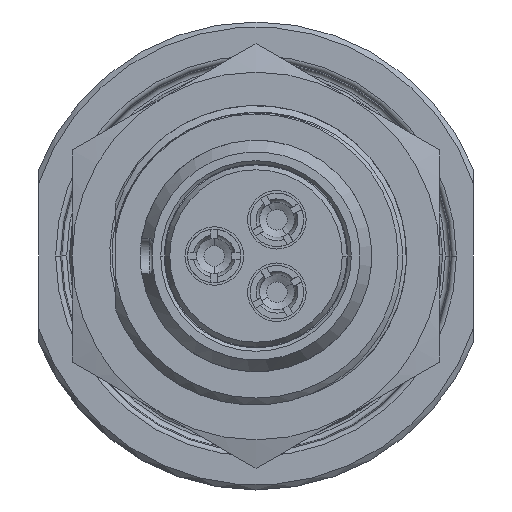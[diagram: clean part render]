
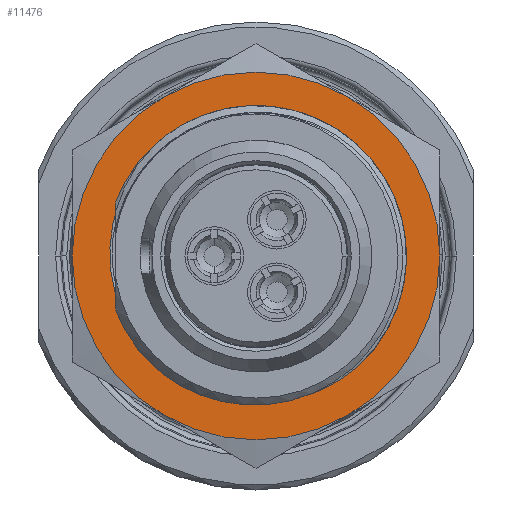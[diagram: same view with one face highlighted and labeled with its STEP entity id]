
A CAD part, left-side view. The second image highlights one B-rep face of the part: STEP entity #11476.
In plain terms, the highlighted planar face has unit normal (-1, 0, 0).
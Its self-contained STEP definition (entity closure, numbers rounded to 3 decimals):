
#1213=CARTESIAN_POINT('',(11.5,0.,0.));
#1214=DIRECTION('',(1.,0.,0.));
#1215=DIRECTION('',(0.,-0.5,0.866));
#1216=AXIS2_PLACEMENT_3D('',#1213,#1214,#1215);
#1218=CARTESIAN_POINT('',(11.5,0.,0.));
#1219=DIRECTION('',(1.,0.,0.));
#1220=DIRECTION('',(0.,-1.,0.));
#1221=AXIS2_PLACEMENT_3D('',#1218,#1219,#1220);
#1223=CARTESIAN_POINT('',(11.5,0.,0.));
#1224=DIRECTION('',(1.,0.,0.));
#1225=DIRECTION('',(0.,0.5,-0.866));
#1226=AXIS2_PLACEMENT_3D('',#1223,#1224,#1225);
#1228=CARTESIAN_POINT('',(11.5,0.,0.));
#1229=DIRECTION('',(1.,0.,0.));
#1230=DIRECTION('',(0.,1.,0.));
#1231=AXIS2_PLACEMENT_3D('',#1228,#1229,#1230);
#1233=CARTESIAN_POINT('',(11.5,0.,9.));
#1234=CARTESIAN_POINT('',(11.5,-0.284,8.995));
#1235=CARTESIAN_POINT('',(11.5,-0.849,8.958));
#1236=CARTESIAN_POINT('',(11.5,-1.687,8.823));
#1237=CARTESIAN_POINT('',(11.5,-2.508,8.61));
#1238=CARTESIAN_POINT('',(11.5,-3.304,8.32));
#1239=CARTESIAN_POINT('',(11.5,-3.812,8.079));
#1240=CARTESIAN_POINT('',(11.5,-4.061,7.946));
#1242=CARTESIAN_POINT('',(11.5,5.49,-6.623));
#1243=CARTESIAN_POINT('',(11.5,5.731,-6.43));
#1244=CARTESIAN_POINT('',(11.5,6.19,-6.022));
#1245=CARTESIAN_POINT('',(11.5,6.812,-5.337));
#1246=CARTESIAN_POINT('',(11.5,7.357,-4.588));
#1247=CARTESIAN_POINT('',(11.5,7.821,-3.785));
#1248=CARTESIAN_POINT('',(11.5,8.196,-2.935));
#1249=CARTESIAN_POINT('',(11.5,8.479,-2.049));
#1250=CARTESIAN_POINT('',(11.5,8.666,-1.135));
#1251=CARTESIAN_POINT('',(11.5,8.755,-0.206));
#1252=CARTESIAN_POINT('',(11.5,8.745,0.728));
#1253=CARTESIAN_POINT('',(11.5,8.635,1.657));
#1254=CARTESIAN_POINT('',(11.5,8.426,2.572));
#1255=CARTESIAN_POINT('',(11.5,8.121,3.459));
#1256=CARTESIAN_POINT('',(11.5,7.723,4.311));
#1257=CARTESIAN_POINT('',(11.5,7.235,5.116));
#1258=CARTESIAN_POINT('',(11.5,6.664,5.867));
#1259=CARTESIAN_POINT('',(11.5,6.016,6.554));
#1260=CARTESIAN_POINT('',(11.5,5.297,7.168));
#1261=CARTESIAN_POINT('',(11.5,4.517,7.704));
#1262=CARTESIAN_POINT('',(11.5,3.682,8.155));
#1263=CARTESIAN_POINT('',(11.5,2.803,8.516));
#1264=CARTESIAN_POINT('',(11.5,1.89,8.781));
#1265=CARTESIAN_POINT('',(11.5,0.952,8.949));
#1266=CARTESIAN_POINT('',(11.5,0.319,8.994));
#1267=CARTESIAN_POINT('',(11.5,0.,9.));
#1269=CARTESIAN_POINT('',(11.5,0.,0.));
#1270=DIRECTION('',(-1.,0.,0.));
#1271=DIRECTION('',(0.,-0.5,0.866));
#1272=AXIS2_PLACEMENT_3D('',#1269,#1270,#1271);
#1411=CARTESIAN_POINT('',(11.5,0.,0.));
#1412=DIRECTION('',(-1.,0.,0.));
#1413=DIRECTION('',(0.,0.5,-0.866));
#1414=AXIS2_PLACEMENT_3D('',#1411,#1412,#1413);
#1416=CARTESIAN_POINT('',(11.5,0.,0.));
#1417=DIRECTION('',(1.,0.,0.));
#1418=DIRECTION('',(0.,-0.682,0.731));
#1419=AXIS2_PLACEMENT_3D('',#1416,#1417,#1418);
#1476=CARTESIAN_POINT('',(11.5,-6.14,-6.58));
#1477=CARTESIAN_POINT('',(11.5,-5.908,-6.784));
#1478=CARTESIAN_POINT('',(11.5,-5.426,-7.165));
#1479=CARTESIAN_POINT('',(11.5,-4.649,-7.658));
#1480=CARTESIAN_POINT('',(11.5,-3.828,-8.069));
#1481=CARTESIAN_POINT('',(11.5,-2.968,-8.393));
#1482=CARTESIAN_POINT('',(11.5,-2.087,-8.625));
#1483=CARTESIAN_POINT('',(11.5,-1.183,-8.766));
#1484=CARTESIAN_POINT('',(11.5,-0.276,-8.813));
#1485=CARTESIAN_POINT('',(11.5,0.63,-8.766));
#1486=CARTESIAN_POINT('',(11.5,1.527,-8.626));
#1487=CARTESIAN_POINT('',(11.5,2.397,-8.396));
#1488=CARTESIAN_POINT('',(11.5,3.242,-8.077));
#1489=CARTESIAN_POINT('',(11.5,4.045,-7.674));
#1490=CARTESIAN_POINT('',(11.5,4.8,-7.191));
#1491=CARTESIAN_POINT('',(11.5,5.266,-6.821));
#1492=CARTESIAN_POINT('',(11.5,5.49,-6.623));
#1597=CARTESIAN_POINT('',(11.5,-4.061,7.946));
#1598=CARTESIAN_POINT('',(11.5,-4.311,7.827));
#1599=CARTESIAN_POINT('',(11.5,-4.798,7.569));
#1600=CARTESIAN_POINT('',(11.5,-5.495,7.111));
#1601=CARTESIAN_POINT('',(11.5,-5.93,6.764));
#1602=CARTESIAN_POINT('',(11.5,-6.14,6.58));
#8865=CARTESIAN_POINT('',(11.5,-5.5,9.526));
#8866=CARTESIAN_POINT('',(11.5,-11.,0.));
#8867=VERTEX_POINT('',#8865);
#8868=VERTEX_POINT('',#8866);
#8869=CARTESIAN_POINT('',(11.5,-5.5,-9.526));
#8870=VERTEX_POINT('',#8869);
#8871=CARTESIAN_POINT('',(11.5,5.5,-9.526));
#8872=CARTESIAN_POINT('',(11.5,11.,0.));
#8873=VERTEX_POINT('',#8871);
#8874=VERTEX_POINT('',#8872);
#8875=CARTESIAN_POINT('',(11.5,5.5,9.526));
#8876=VERTEX_POINT('',#8875);
#8889=CARTESIAN_POINT('',(11.5,-6.14,6.58));
#8890=CARTESIAN_POINT('',(11.5,-6.14,-6.58));
#8891=VERTEX_POINT('',#8889);
#8892=VERTEX_POINT('',#8890);
#8900=VERTEX_POINT('',#1597);
#8901=VERTEX_POINT('',#1492);
#8904=VERTEX_POINT('',#1267);
#11446=CARTESIAN_POINT('',(11.5,0.,0.));
#11447=DIRECTION('',(1.,0.,0.));
#11448=DIRECTION('',(0.,0.,-1.));
#11449=AXIS2_PLACEMENT_3D('',#11446,#11447,#11448);
#11450=PLANE('347',#11449);
#11452=ORIENTED_EDGE('1092',*,*,#11451,.F.);
#11454=ORIENTED_EDGE('1057',*,*,#11453,.T.);
#11456=ORIENTED_EDGE('1058',*,*,#11455,.T.);
#11458=ORIENTED_EDGE('1091',*,*,#11457,.F.);
#11460=ORIENTED_EDGE('1059',*,*,#11459,.T.);
#11461=ORIENTED_EDGE('1060',*,*,#11439,.T.);
#11462=EDGE_LOOP('347',(#11452,#11454,#11456,#11458,#11460,#11461));
#11463=FACE_OUTER_BOUND('347',#11462,.F.);
#11465=ORIENTED_EDGE('1095',*,*,#11464,.F.);
#11467=ORIENTED_EDGE('1106',*,*,#11466,.F.);
#11469=ORIENTED_EDGE('1158',*,*,#11468,.F.);
#11471=ORIENTED_EDGE('1157',*,*,#11470,.F.);
#11473=ORIENTED_EDGE('1109',*,*,#11472,.F.);
#11474=EDGE_LOOP('347',(#11465,#11467,#11469,#11471,#11473));
#11475=FACE_BOUND('347',#11474,.F.);
#1217=CIRCLE('1057',#1216,11.);
#1222=CIRCLE('1058',#1221,11.);
#1227=CIRCLE('1059',#1226,11.);
#1232=CIRCLE('1060',#1231,11.);
#1241=B_SPLINE_CURVE_WITH_KNOTS('1158',3,(#1233,#1234,#1235,#1236,#1237,#1238,
#1239,#1240),.UNSPECIFIED.,.F.,.F.,(4,1,1,1,1,4),(0.,0.2,0.4,0.6,0.8,
1.),.UNSPECIFIED.);
#1268=B_SPLINE_CURVE_WITH_KNOTS('1157',3,(#1242,#1243,#1244,#1245,#1246,#1247,
#1248,#1249,#1250,#1251,#1252,#1253,#1254,#1255,#1256,#1257,#1258,#1259,#1260,
#1261,#1262,#1263,#1264,#1265,#1266,#1267),.UNSPECIFIED.,.F.,.F.,(4,1,1,1,1,1,1,
1,1,1,1,1,1,1,1,1,1,1,1,1,1,1,1,4),(0.,0.043,0.087,
0.13,0.174,0.217,0.261,
0.304,0.348,0.391,0.435,
0.478,0.522,0.565,0.609,
0.652,0.696,0.739,0.783,
0.826,0.87,0.913,0.957,1.),
.UNSPECIFIED.);
#1273=CIRCLE('1092',#1272,11.);
#1415=CIRCLE('1091',#1414,11.);
#1420=CIRCLE('1095',#1419,9.);
#1493=B_SPLINE_CURVE_WITH_KNOTS('1109',3,(#1476,#1477,#1478,#1479,#1480,#1481,
#1482,#1483,#1484,#1485,#1486,#1487,#1488,#1489,#1490,#1491,#1492),
.UNSPECIFIED.,.F.,.F.,(4,1,1,1,1,1,1,1,1,1,1,1,1,1,4),(0.,0.071,
0.143,0.214,0.286,0.357,
0.429,0.5,0.571,0.643,0.714,
0.786,0.857,0.929,1.),.UNSPECIFIED.);
#1603=B_SPLINE_CURVE_WITH_KNOTS('1106',3,(#1597,#1598,#1599,#1600,#1601,#1602),
.UNSPECIFIED.,.F.,.F.,(4,1,1,4),(0.,0.333,0.667,1.),
.UNSPECIFIED.);
#11439=EDGE_CURVE('1060',#8874,#8876,#1232,.T.);
#11451=EDGE_CURVE('1092',#8867,#8876,#1273,.T.);
#11453=EDGE_CURVE('1057',#8867,#8868,#1217,.T.);
#11455=EDGE_CURVE('1058',#8868,#8870,#1222,.T.);
#11457=EDGE_CURVE('1091',#8873,#8870,#1415,.T.);
#11459=EDGE_CURVE('1059',#8873,#8874,#1227,.T.);
#11464=EDGE_CURVE('1095',#8891,#8892,#1420,.T.);
#11466=EDGE_CURVE('1106',#8900,#8891,#1603,.T.);
#11468=EDGE_CURVE('1158',#8904,#8900,#1241,.T.);
#11470=EDGE_CURVE('1157',#8901,#8904,#1268,.T.);
#11472=EDGE_CURVE('1109',#8892,#8901,#1493,.T.);
#11476=ADVANCED_FACE('347',(#11463,#11475),#11450,.F.);
